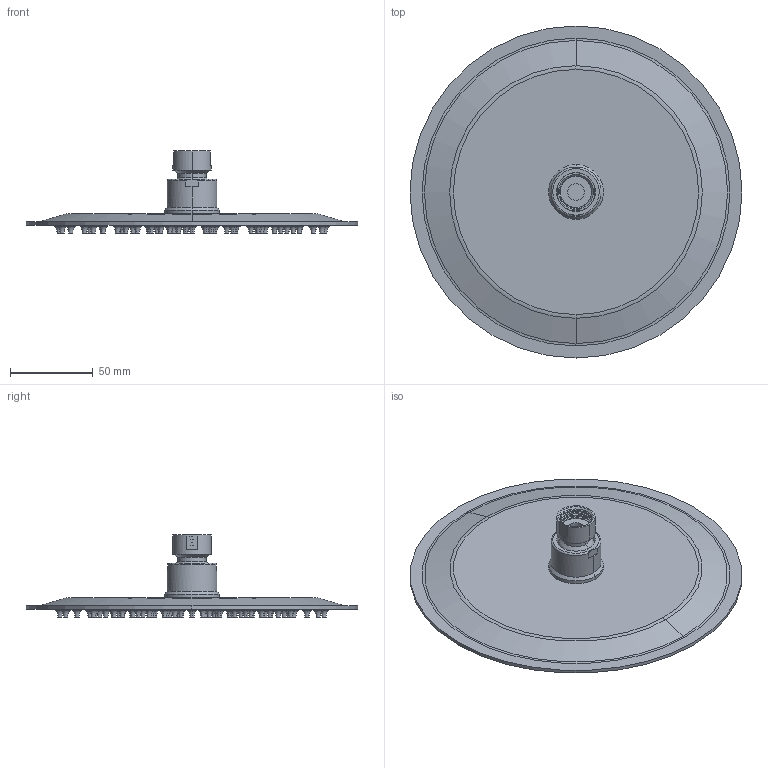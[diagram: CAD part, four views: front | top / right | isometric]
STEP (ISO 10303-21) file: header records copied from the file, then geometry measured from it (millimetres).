
FILE_DESCRIPTION((''),'2;1');
FILE_NAME('001','2023-04-26T08:58:01',('Administrator'),(''),'CREO PARAMETRIC BY PTC INC, 2021164','CREO PARAMETRIC BY PTC INC, 2021164','');
FILE_SCHEMA(('CONFIG_CONTROL_DESIGN'));
Length unit declared in the file: millimetre
Products named in the file (1): 001
Bounding box: 200 x 200 x 49.4 mm (x, y, z)
Volume: 194872.5 mm3; surface area: 74208.7 mm2
Topology: 1 solids, 1 shells, 778 faces, 1573 edges, 982 vertices
Faces by surface type: cylinder 382, plane 196, torus 186, cone 8, bspline 4, sphere 2
Entity records: 21526 total; most frequent: DIRECTION 4234, CARTESIAN_POINT 4169, ORIENTED_EDGE 3146, AXIS2_PLACEMENT_3D 1913, EDGE_CURVE 1573, CIRCLE 1139, VERTEX_POINT 982, EDGE_LOOP 963
